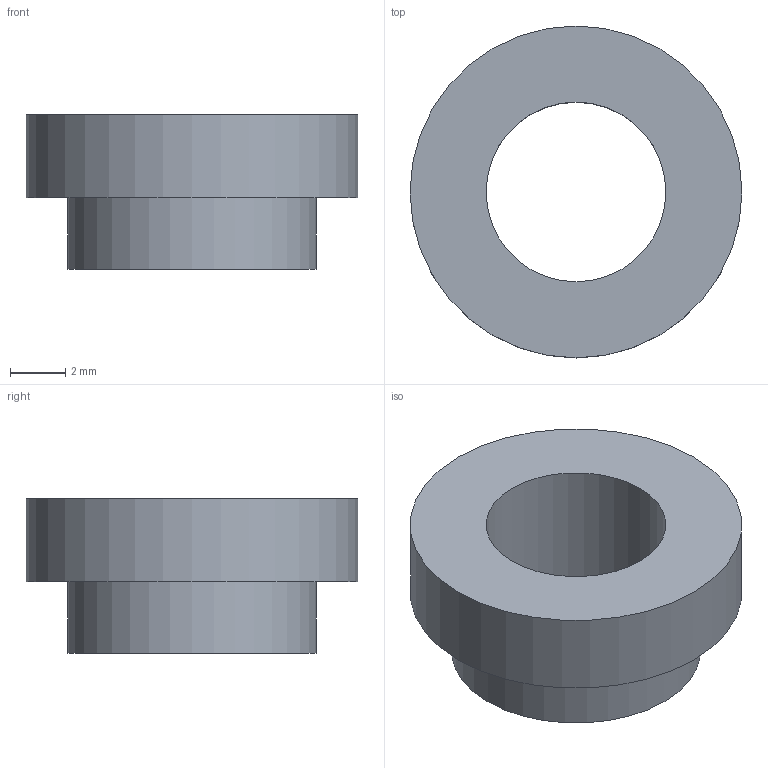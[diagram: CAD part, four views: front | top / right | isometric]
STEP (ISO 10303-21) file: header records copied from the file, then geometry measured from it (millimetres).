
FILE_DESCRIPTION(/* description */ ('Unknown'),/* implementation_level */ '2;1');
FILE_NAME(/* name */ 'MP_Wurth_WP-SMRT_746600165',/* time_stamp */ '2026-01-20T17:07:03+08:00',/* author */ ('Unknown'),/* organization */ ('Unknown'),/* preprocessor_version */ 'ST-DEVELOPER v19.4',/* originating_system */ 'Solid Edge',/* authorisation */ 'Unknown');
FILE_SCHEMA (('AUTOMOTIVE_DESIGN {1 0 10303 214 3 1 1}'));
Length unit declared in the file: millimetre
Products named in the file (2): MP_Wurth_WP-SMRT_746600165
Assembly tree (1 placements, depth 2):
  MP_Wurth_WP-SMRT_746600165
    MP_Wurth_WP-SMRT_746600165
Bounding box: 12 x 12 x 5.6 mm (x, y, z)
Volume: 318.9 mm3; surface area: 460.8 mm2
Topology: 1 solids, 1 shells, 6 faces, 9 edges, 6 vertices
Faces by surface type: cylinder 3, plane 3
Full cylindrical faces by diameter (mm): 6.5 x1, 9 x1, 12 x1
Entity records: 177 total; most frequent: DIRECTION 28, CARTESIAN_POINT 20, AXIS2_PLACEMENT_3D 14, ORIENTED_EDGE 12, EDGE_LOOP 12, FACE_BOUND 12, EDGE_CURVE 6, VERTEX_POINT 6
